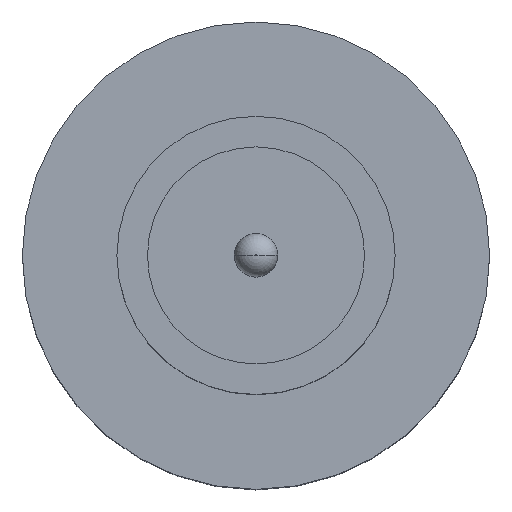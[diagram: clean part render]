
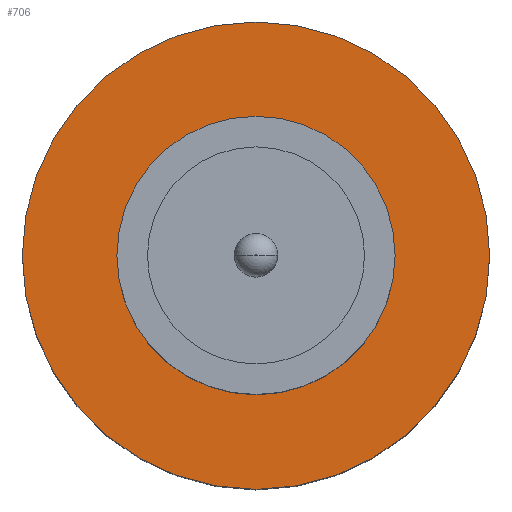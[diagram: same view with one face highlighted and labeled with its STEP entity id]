
A CAD part, top view. The second image highlights one B-rep face of the part: STEP entity #706.
In plain terms, the highlighted planar face has unit normal (0, 0, 1).
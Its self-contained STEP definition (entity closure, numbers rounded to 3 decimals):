
#30 = EDGE_LOOP ( 'NONE', ( #303, #141 ) ) ;
#32 = ORIENTED_EDGE ( 'NONE', *, *, #554, .T. ) ;
#71 = ORIENTED_EDGE ( 'NONE', *, *, #795, .T. ) ;
#100 = AXIS2_PLACEMENT_3D ( 'NONE', #724, #102, #316 ) ;
#102 = DIRECTION ( 'NONE',  ( 0., 0., 1. ) ) ;
#118 = DIRECTION ( 'NONE',  ( 0., 0., 1. ) ) ;
#125 = EDGE_LOOP ( 'NONE', ( #32, #71 ) ) ;
#127 = CARTESIAN_POINT ( 'NONE',  ( -2.1, 0., 1.55 ) ) ;
#141 = ORIENTED_EDGE ( 'NONE', *, *, #434, .F. ) ;
#157 = AXIS2_PLACEMENT_3D ( 'NONE', #513, #311, #583 ) ;
#160 = CARTESIAN_POINT ( 'NONE',  ( 1.25, 0., 1.55 ) ) ;
#173 = FACE_OUTER_BOUND ( 'NONE', #125, .T. ) ;
#188 = DIRECTION ( 'NONE',  ( 1., 0., 0. ) ) ;
#212 = CARTESIAN_POINT ( 'NONE',  ( 0., 0., 1.55 ) ) ;
#251 = CARTESIAN_POINT ( 'NONE',  ( 2.1, 0., 1.55 ) ) ;
#253 = DIRECTION ( 'NONE',  ( 1., 0., 0. ) ) ;
#290 = DIRECTION ( 'NONE',  ( 0., 0., 1. ) ) ;
#299 = CIRCLE ( 'NONE', #157, 1.25 ) ;
#303 = ORIENTED_EDGE ( 'NONE', *, *, #611, .F. ) ;
#311 = DIRECTION ( 'NONE',  ( 0., 0., 1. ) ) ;
#316 = DIRECTION ( 'NONE',  ( 1., 0., 0. ) ) ;
#325 = AXIS2_PLACEMENT_3D ( 'NONE', #535, #118, #188 ) ;
#391 = AXIS2_PLACEMENT_3D ( 'NONE', #451, #880, #253 ) ;
#434 = EDGE_CURVE ( 'NONE', #761, #639, #727, .T. ) ;
#451 = CARTESIAN_POINT ( 'NONE',  ( 0., 0., 1.55 ) ) ;
#455 = CARTESIAN_POINT ( 'NONE',  ( -1.25, 0., 1.55 ) ) ;
#513 = CARTESIAN_POINT ( 'NONE',  ( 0., 0., 1.55 ) ) ;
#535 = CARTESIAN_POINT ( 'NONE',  ( 0., 0., 1.55 ) ) ;
#554 = EDGE_CURVE ( 'NONE', #852, #682, #741, .T. ) ;
#583 = DIRECTION ( 'NONE',  ( 1., 0., 0. ) ) ;
#588 = AXIS2_PLACEMENT_3D ( 'NONE', #212, #290, #846 ) ;
#590 = CIRCLE ( 'NONE', #325, 2.1 ) ;
#611 = EDGE_CURVE ( 'NONE', #639, #761, #299, .T. ) ;
#639 = VERTEX_POINT ( 'NONE', #160 ) ;
#682 = VERTEX_POINT ( 'NONE', #251 ) ;
#706 = ADVANCED_FACE ( 'NONE', ( #820, #173 ), #878, .T. ) ;
#724 = CARTESIAN_POINT ( 'NONE',  ( 0., 0., 1.55 ) ) ;
#727 = CIRCLE ( 'NONE', #588, 1.25 ) ;
#741 = CIRCLE ( 'NONE', #100, 2.1 ) ;
#761 = VERTEX_POINT ( 'NONE', #455 ) ;
#795 = EDGE_CURVE ( 'NONE', #682, #852, #590, .T. ) ;
#820 = FACE_BOUND ( 'NONE', #30, .T. ) ;
#846 = DIRECTION ( 'NONE',  ( 1., 0., 0. ) ) ;
#852 = VERTEX_POINT ( 'NONE', #127 ) ;
#878 = PLANE ( 'NONE',  #391 ) ;
#880 = DIRECTION ( 'NONE',  ( 0., 0., 1. ) ) ;
